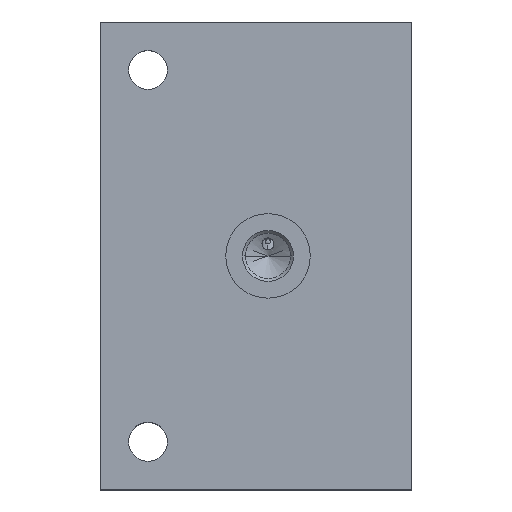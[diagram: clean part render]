
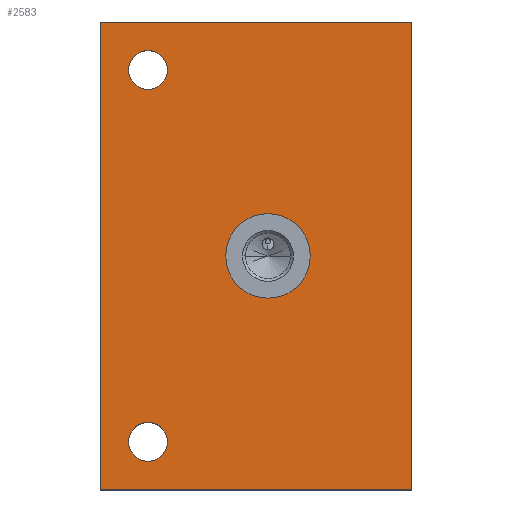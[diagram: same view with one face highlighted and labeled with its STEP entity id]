
A CAD part, top view. The second image highlights one B-rep face of the part: STEP entity #2583.
In plain terms, the highlighted planar face has unit normal (0, 0, 1).
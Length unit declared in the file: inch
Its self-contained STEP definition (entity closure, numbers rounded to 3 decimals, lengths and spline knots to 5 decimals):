
#113=DIRECTION('',(0.,-1.,0.));
#114=VECTOR('',#113,4.875);
#115=CARTESIAN_POINT('',(0.,0.,1.5));
#116=LINE('',#115,#114);
#117=DIRECTION('',(-1.,0.,0.));
#118=VECTOR('',#117,3.25);
#119=CARTESIAN_POINT('',(3.25,0.,1.5));
#120=LINE('',#119,#118);
#121=DIRECTION('',(0.,1.,0.));
#122=VECTOR('',#121,4.875);
#123=CARTESIAN_POINT('',(3.25,-4.875,1.5));
#124=LINE('',#123,#122);
#125=DIRECTION('',(1.,0.,0.));
#126=VECTOR('',#125,3.25);
#127=CARTESIAN_POINT('',(0.,-4.875,1.5));
#128=LINE('',#127,#126);
#129=CARTESIAN_POINT('',(0.5,-0.5,1.5));
#130=DIRECTION('',(0.,0.,-1.));
#131=DIRECTION('',(-1.,0.,0.));
#132=AXIS2_PLACEMENT_3D('',#129,#130,#131);
#134=CARTESIAN_POINT('',(0.5,-0.5,1.5));
#135=DIRECTION('',(0.,0.,-1.));
#136=DIRECTION('',(1.,0.,0.));
#137=AXIS2_PLACEMENT_3D('',#134,#135,#136);
#139=CARTESIAN_POINT('',(0.5,-4.375,1.5));
#140=DIRECTION('',(0.,0.,-1.));
#141=DIRECTION('',(-1.,0.,0.));
#142=AXIS2_PLACEMENT_3D('',#139,#140,#141);
#144=CARTESIAN_POINT('',(0.5,-4.375,1.5));
#145=DIRECTION('',(0.,0.,-1.));
#146=DIRECTION('',(1.,0.,0.));
#147=AXIS2_PLACEMENT_3D('',#144,#145,#146);
#149=CARTESIAN_POINT('',(1.75,-2.438,1.5));
#150=DIRECTION('',(0.,0.,-1.));
#151=DIRECTION('',(-1.,0.,0.));
#152=AXIS2_PLACEMENT_3D('',#149,#150,#151);
#154=CARTESIAN_POINT('',(1.75,-2.438,1.5));
#155=DIRECTION('',(0.,0.,-1.));
#156=DIRECTION('',(1.,0.,0.));
#157=AXIS2_PLACEMENT_3D('',#154,#155,#156);
#2123=CARTESIAN_POINT('',(0.,0.,1.5));
#2124=CARTESIAN_POINT('',(0.,-4.875,1.5));
#2125=VERTEX_POINT('',#2123);
#2126=VERTEX_POINT('',#2124);
#2127=CARTESIAN_POINT('',(3.25,-4.875,1.5));
#2128=VERTEX_POINT('',#2127);
#2129=CARTESIAN_POINT('',(3.25,0.,1.5));
#2130=VERTEX_POINT('',#2129);
#2135=CARTESIAN_POINT('',(0.297,-0.5,1.5));
#2136=CARTESIAN_POINT('',(0.703,-0.5,1.5));
#2137=VERTEX_POINT('',#2135);
#2138=VERTEX_POINT('',#2136);
#2143=CARTESIAN_POINT('',(0.297,-4.375,1.5));
#2144=CARTESIAN_POINT('',(0.703,-4.375,1.5));
#2145=VERTEX_POINT('',#2143);
#2146=VERTEX_POINT('',#2144);
#2165=CARTESIAN_POINT('',(1.31,-2.438,1.5));
#2166=CARTESIAN_POINT('',(2.19,-2.438,1.5));
#2167=VERTEX_POINT('',#2165);
#2168=VERTEX_POINT('',#2166);
#2554=CARTESIAN_POINT('',(0.,0.,1.5));
#2555=DIRECTION('',(0.,0.,1.));
#2556=DIRECTION('',(1.,0.,0.));
#2557=AXIS2_PLACEMENT_3D('',#2554,#2555,#2556);
#2558=PLANE('',#2557);
#2559=ORIENTED_EDGE('',*,*,#2470,.F.);
#2560=ORIENTED_EDGE('',*,*,#2497,.F.);
#2561=ORIENTED_EDGE('',*,*,#2517,.F.);
#2562=ORIENTED_EDGE('',*,*,#2542,.F.);
#2563=EDGE_LOOP('',(#2559,#2560,#2561,#2562));
#2564=FACE_OUTER_BOUND('',#2563,.F.);
#2566=ORIENTED_EDGE('',*,*,#2565,.F.);
#2568=ORIENTED_EDGE('',*,*,#2567,.F.);
#2569=EDGE_LOOP('',(#2566,#2568));
#2570=FACE_BOUND('',#2569,.F.);
#2572=ORIENTED_EDGE('',*,*,#2571,.F.);
#2574=ORIENTED_EDGE('',*,*,#2573,.F.);
#2575=EDGE_LOOP('',(#2572,#2574));
#2576=FACE_BOUND('',#2575,.F.);
#2578=ORIENTED_EDGE('',*,*,#2577,.F.);
#2580=ORIENTED_EDGE('',*,*,#2579,.F.);
#2581=EDGE_LOOP('',(#2578,#2580));
#2582=FACE_BOUND('',#2581,.F.);
#2583=ADVANCED_FACE('',(#2564,#2570,#2576,#2582),#2558,.T.);
#133=CIRCLE('',#132,0.203);
#138=CIRCLE('',#137,0.203);
#143=CIRCLE('',#142,0.203);
#148=CIRCLE('',#147,0.203);
#153=CIRCLE('',#152,0.44);
#158=CIRCLE('',#157,0.44);
#2470=EDGE_CURVE('',#2125,#2126,#116,.T.);
#2497=EDGE_CURVE('',#2130,#2125,#120,.T.);
#2517=EDGE_CURVE('',#2128,#2130,#124,.T.);
#2542=EDGE_CURVE('',#2126,#2128,#128,.T.);
#2565=EDGE_CURVE('',#2137,#2138,#133,.T.);
#2567=EDGE_CURVE('',#2138,#2137,#138,.T.);
#2571=EDGE_CURVE('',#2145,#2146,#143,.T.);
#2573=EDGE_CURVE('',#2146,#2145,#148,.T.);
#2577=EDGE_CURVE('',#2167,#2168,#153,.T.);
#2579=EDGE_CURVE('',#2168,#2167,#158,.T.);
